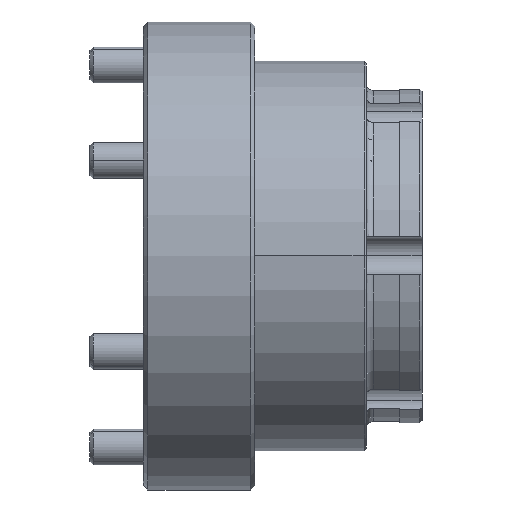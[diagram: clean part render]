
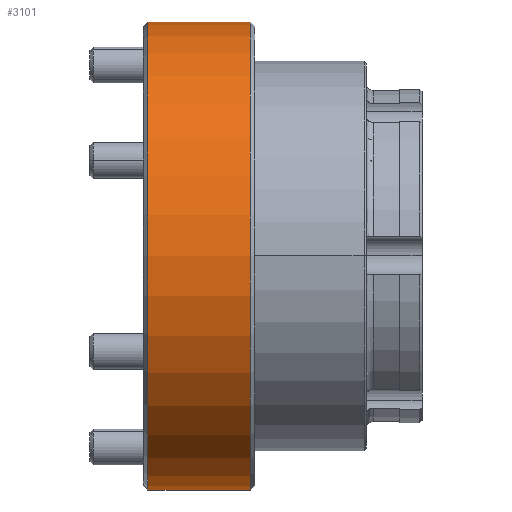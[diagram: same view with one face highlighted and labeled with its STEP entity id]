
A CAD part, top view. The second image highlights one B-rep face of the part: STEP entity #3101.
In plain terms, the highlighted cylindrical face has radius 105 mm (diameter 210 mm), a partial arc.
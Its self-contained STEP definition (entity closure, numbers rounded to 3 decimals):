
#145 = CARTESIAN_POINT ( 'NONE',  ( 0., 105., 0. ) ) ;
#260 = CARTESIAN_POINT ( 'NONE',  ( 2., 105., 0. ) ) ;
#380 = CARTESIAN_POINT ( 'NONE',  ( 0., -105., 0. ) ) ;
#433 = ORIENTED_EDGE ( 'NONE', *, *, #7986, .T. ) ;
#563 = VERTEX_POINT ( 'NONE', #7181 ) ;
#619 = EDGE_CURVE ( 'NONE', #8468, #8376, #626, .T. ) ;
#626 = LINE ( 'NONE', #145, #7798 ) ;
#668 = CIRCLE ( 'NONE', #6394, 105. ) ;
#1696 = EDGE_LOOP ( 'NONE', ( #7657, #6194, #433, #7338 ) ) ;
#1878 = DIRECTION ( 'NONE',  ( 0., -1., 0. ) ) ;
#1904 = DIRECTION ( 'NONE',  ( 1., 0., 0. ) ) ;
#2152 = VECTOR ( 'NONE', #2451, 1000. ) ;
#2258 = DIRECTION ( 'NONE',  ( -1., 0., 0. ) ) ;
#2451 = DIRECTION ( 'NONE',  ( -1., 0., 0. ) ) ;
#2592 = DIRECTION ( 'NONE',  ( -1., 0., 0. ) ) ;
#3101 = ADVANCED_FACE ( 'NONE', ( #6035 ), #5599, .T. ) ;
#3210 = AXIS2_PLACEMENT_3D ( 'NONE', #7444, #2592, #1878 ) ;
#3643 = AXIS2_PLACEMENT_3D ( 'NONE', #6063, #1904, #6761 ) ;
#4229 = CIRCLE ( 'NONE', #3643, 105. ) ;
#4540 = CARTESIAN_POINT ( 'NONE',  ( 48., 105., 0. ) ) ;
#4758 = VERTEX_POINT ( 'NONE', #6441 ) ;
#5599 = CYLINDRICAL_SURFACE ( 'NONE', #3210, 105. ) ;
#5955 = EDGE_CURVE ( 'NONE', #4758, #8468, #668, .T. ) ;
#6035 = FACE_OUTER_BOUND ( 'NONE', #1696, .T. ) ;
#6063 = CARTESIAN_POINT ( 'NONE',  ( 2., 0., 0. ) ) ;
#6194 = ORIENTED_EDGE ( 'NONE', *, *, #619, .T. ) ;
#6394 = AXIS2_PLACEMENT_3D ( 'NONE', #6421, #2258, #7124 ) ;
#6421 = CARTESIAN_POINT ( 'NONE',  ( 48., 0., 0. ) ) ;
#6441 = CARTESIAN_POINT ( 'NONE',  ( 48., -105., 0. ) ) ;
#6761 = DIRECTION ( 'NONE',  ( 0., 1., 0. ) ) ;
#7067 = DIRECTION ( 'NONE',  ( -1., 0., 0. ) ) ;
#7124 = DIRECTION ( 'NONE',  ( 0., -1., 0. ) ) ;
#7181 = CARTESIAN_POINT ( 'NONE',  ( 2., -105., 0. ) ) ;
#7338 = ORIENTED_EDGE ( 'NONE', *, *, #7430, .F. ) ;
#7430 = EDGE_CURVE ( 'NONE', #4758, #563, #7706, .T. ) ;
#7444 = CARTESIAN_POINT ( 'NONE',  ( 0., 0., 0. ) ) ;
#7657 = ORIENTED_EDGE ( 'NONE', *, *, #5955, .T. ) ;
#7706 = LINE ( 'NONE', #380, #2152 ) ;
#7798 = VECTOR ( 'NONE', #7067, 1000. ) ;
#7986 = EDGE_CURVE ( 'NONE', #8376, #563, #4229, .T. ) ;
#8376 = VERTEX_POINT ( 'NONE', #260 ) ;
#8468 = VERTEX_POINT ( 'NONE', #4540 ) ;
